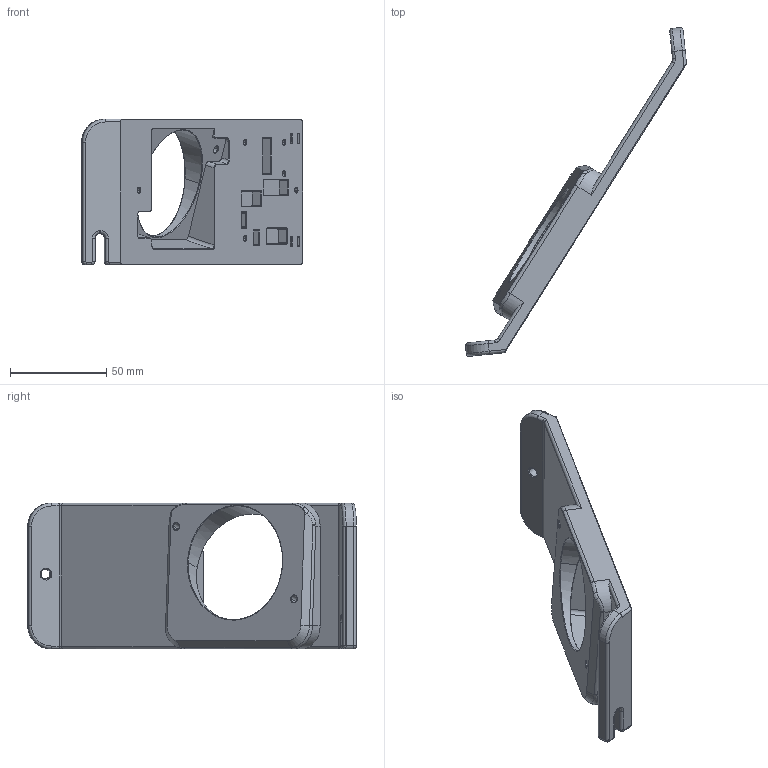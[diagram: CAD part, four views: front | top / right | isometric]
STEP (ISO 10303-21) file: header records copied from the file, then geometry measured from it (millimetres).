
FILE_DESCRIPTION (( 'STEP AP214' ), '1' );
FILE_NAME ('腔体加热支架 - 3D - V3 -倾斜.STEP', '2025-11-10T03:38:45', ( '' ), ( '' ), 'SwSTEP 2.0', 'SolidWorks 2021', '' );
FILE_SCHEMA (( 'AUTOMOTIVE_DESIGN' ));
Length unit declared in the file: millimetre
Products named in the file (1): 腔体加热支架 - 3D - V3 -倾斜
Bounding box: 115.09 x 171.09 x 76 mm (x, y, z)
Volume: 116860.1 mm3; surface area: 38941 mm2
Topology: 1 solids, 1 shells, 346 faces, 838 edges, 507 vertices
Faces by surface type: plane 137, cylinder 88, cone 58, bspline 43, torus 20
Entity records: 13109 total; most frequent: CARTESIAN_POINT 5299, ORIENTED_EDGE 1676, DIRECTION 1536, EDGE_CURVE 838, AXIS2_PLACEMENT_3D 544, VERTEX_POINT 507, VECTOR 448, LINE 448
